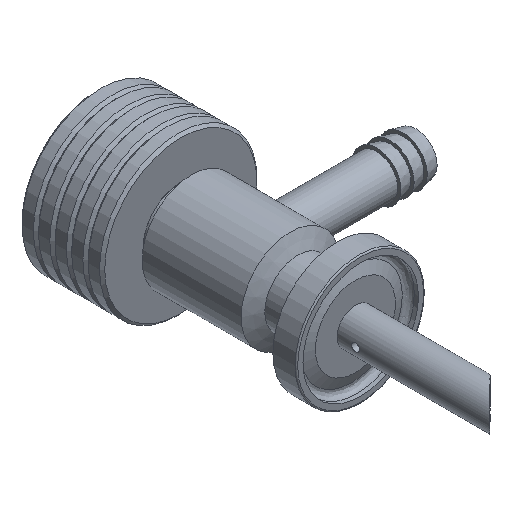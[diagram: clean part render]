
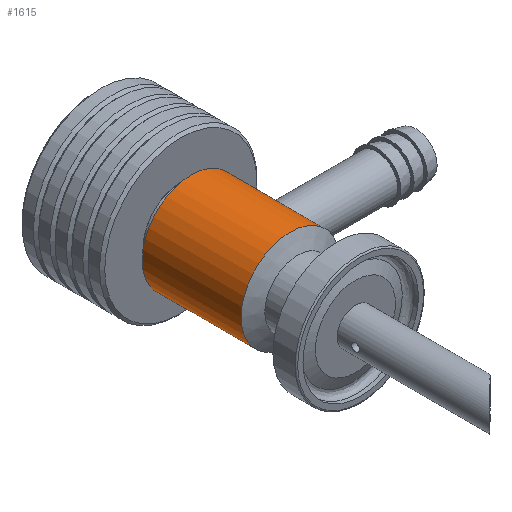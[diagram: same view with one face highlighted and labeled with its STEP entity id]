
A CAD part, isometric view. The second image highlights one B-rep face of the part: STEP entity #1615.
In plain terms, the highlighted cylindrical face has radius 9.525 mm (diameter 19.05 mm), a full revolution.
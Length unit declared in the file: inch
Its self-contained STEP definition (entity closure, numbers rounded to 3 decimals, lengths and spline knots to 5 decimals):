
#1547=CARTESIAN_POINT('',(0.,-0.4055,0.));
#1548=DIRECTION('',(0.,-1.0,0.));
#1549=DIRECTION('',(-1.0,0.0,0.0));
#1550=AXIS2_PLACEMENT_3D('',#1547,#1548,#1549);
#1551=CYLINDRICAL_SURFACE('',#1550,0.375);
#1552=CARTESIAN_POINT('',(-0.375,-0.7825,0.));
#1553=VERTEX_POINT('',#1552);
#1554=CARTESIAN_POINT('',(0.,-0.7825,0.));
#1555=DIRECTION('',(0.0,-1.0,0.0));
#1556=DIRECTION('',(-1.0,0.0,0.0));
#1557=AXIS2_PLACEMENT_3D('',#1554,#1555,#1556);
#1558=CIRCLE('',#1557,0.375);
#1559=EDGE_CURVE('',#1553,#1553,#1558,.T.);
#1560=ORIENTED_EDGE('',*,*,#1559,.F.);
#1561=EDGE_LOOP('',(#1560));
#1562=FACE_OUTER_BOUND('',#1561,.T.);
#1563=CARTESIAN_POINT('',(0.36142,-0.3655,0.1));
#1564=VERTEX_POINT('',#1563);
#1565=CARTESIAN_POINT('',(0.36142,-0.3655,0.1));
#1566=CARTESIAN_POINT('',(0.36142,-0.35288,0.1));
#1567=CARTESIAN_POINT('',(0.36215,-0.33946,0.09746));
#1568=CARTESIAN_POINT('',(0.36475,-0.31484,0.08724));
#1569=CARTESIAN_POINT('',(0.36657,-0.30363,0.07956));
#1570=CARTESIAN_POINT('',(0.36997,-0.28595,0.06187));
#1571=CARTESIAN_POINT('',(0.37177,-0.27826,0.05066));
#1572=CARTESIAN_POINT('',(0.3743,-0.26803,0.02604));
#1573=CARTESIAN_POINT('',(0.375,-0.2655,0.01262));
#1574=CARTESIAN_POINT('',(0.375,-0.2655,-0.01262));
#1575=CARTESIAN_POINT('',(0.3743,-0.26803,-0.02604));
#1576=CARTESIAN_POINT('',(0.37177,-0.27826,-0.05066));
#1577=CARTESIAN_POINT('',(0.36997,-0.28595,-0.06187));
#1578=CARTESIAN_POINT('',(0.36657,-0.30363,-0.07956));
#1579=CARTESIAN_POINT('',(0.36475,-0.31484,-0.08724));
#1580=CARTESIAN_POINT('',(0.36215,-0.33946,-0.09746));
#1581=CARTESIAN_POINT('',(0.36142,-0.35288,-0.1));
#1582=CARTESIAN_POINT('',(0.36142,-0.37812,-0.1));
#1583=CARTESIAN_POINT('',(0.36215,-0.39154,-0.09746));
#1584=CARTESIAN_POINT('',(0.36475,-0.41616,-0.08724));
#1585=CARTESIAN_POINT('',(0.36657,-0.42737,-0.07956));
#1586=CARTESIAN_POINT('',(0.36997,-0.44505,-0.06187));
#1587=CARTESIAN_POINT('',(0.37177,-0.45274,-0.05066));
#1588=CARTESIAN_POINT('',(0.3743,-0.46297,-0.02604));
#1589=CARTESIAN_POINT('',(0.375,-0.4655,-0.01262));
#1590=CARTESIAN_POINT('',(0.375,-0.4655,0.01262));
#1591=CARTESIAN_POINT('',(0.3743,-0.46297,0.02604));
#1592=CARTESIAN_POINT('',(0.37177,-0.45274,0.05066));
#1593=CARTESIAN_POINT('',(0.36997,-0.44505,0.06187));
#1594=CARTESIAN_POINT('',(0.36657,-0.42737,0.07956));
#1595=CARTESIAN_POINT('',(0.36475,-0.41616,0.08724));
#1596=CARTESIAN_POINT('',(0.36215,-0.39154,0.09746));
#1597=CARTESIAN_POINT('',(0.36142,-0.37812,0.1));
#1598=CARTESIAN_POINT('',(0.36142,-0.3655,0.1));
#1599=B_SPLINE_CURVE_WITH_KNOTS('',3,(#1565,#1566,#1567,#1568,#1569,#1570,#1571,#1572,#1573,#1574,#1575,#1576,#1577,#1578,#1579,#1580,#1581,#1582,#1583,#1584,#1585,#1586,#1587,#1588,#1589,#1590,#1591,#1592,#1593,#1594,#1595,#1596,#1597,#1598),.UNSPECIFIED.,.T.,.U.,(4,2,2,2,2,2,2,2,2,2,2,2,2,2,2,2,4),(0.0,0.09619,0.19238,0.28855,0.38473,0.4809,0.57707,0.67327,0.76946,0.86565,0.96184,1.05801,1.15418,1.25036,1.34653,1.44272,1.53891),.UNSPECIFIED.);
#1600=EDGE_CURVE('',#1564,#1564,#1599,.T.);
#1601=ORIENTED_EDGE('',*,*,#1600,.T.);
#1602=EDGE_LOOP('',(#1601));
#1603=FACE_BOUND('',#1602,.T.);
#1604=CARTESIAN_POINT('',(-0.375,-0.0285,0.));
#1605=VERTEX_POINT('',#1604);
#1606=CARTESIAN_POINT('',(0.,-0.0285,0.));
#1607=DIRECTION('',(0.0,-1.0,0.0));
#1608=DIRECTION('',(-1.0,0.0,0.0));
#1609=AXIS2_PLACEMENT_3D('',#1606,#1607,#1608);
#1610=CIRCLE('',#1609,0.375);
#1611=EDGE_CURVE('',#1605,#1605,#1610,.T.);
#1612=ORIENTED_EDGE('',*,*,#1611,.T.);
#1613=EDGE_LOOP('',(#1612));
#1614=FACE_BOUND('',#1613,.T.);
#1615=ADVANCED_FACE('',(#1562,#1603,#1614),#1551,.T.);
